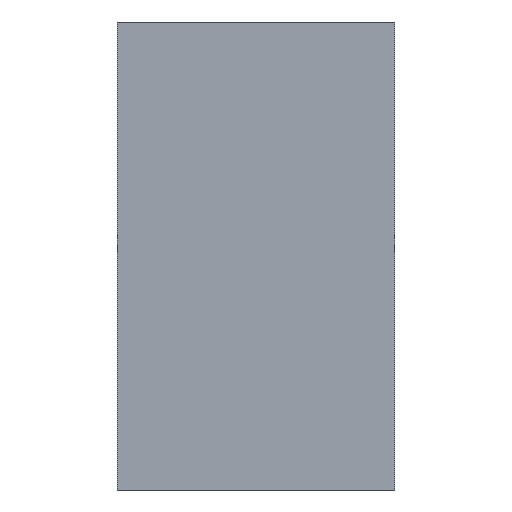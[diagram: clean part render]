
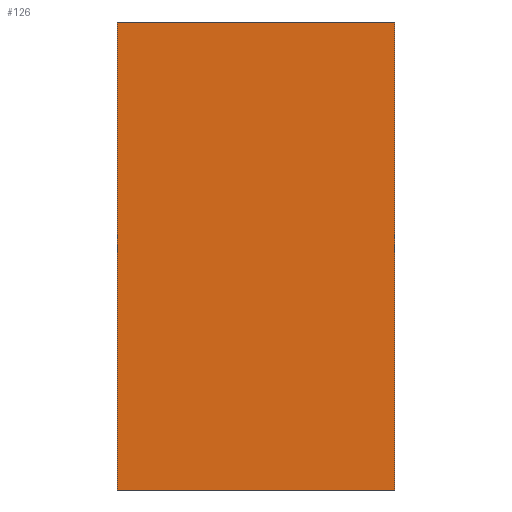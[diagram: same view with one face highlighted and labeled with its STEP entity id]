
A CAD part, left-side view. The second image highlights one B-rep face of the part: STEP entity #126.
In plain terms, the highlighted planar face has unit normal (-1, 0, 0).
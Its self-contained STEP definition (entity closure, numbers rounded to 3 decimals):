
#33 = DIRECTION ( 'NONE',  ( 0., 1., 0. ) ) ;
#34 = VECTOR ( 'NONE', #33, 1000. ) ;
#35 = CARTESIAN_POINT ( 'NONE',  ( -0.8, 0.48, 0.43 ) ) ;
#39 = LINE ( 'NONE', #35, #34 ) ;
#53 = CARTESIAN_POINT ( 'NONE',  ( -0.8, 0.48, -0.43 ) ) ;
#54 = CARTESIAN_POINT ( 'NONE',  ( -0.8, 0.48, 0.43 ) ) ;
#55 = DIRECTION ( 'NONE',  ( 0., 0., -1. ) ) ;
#56 = VECTOR ( 'NONE', #55, 1000. ) ;
#57 = CARTESIAN_POINT ( 'NONE',  ( -0.8, 0.48, 1.052 ) ) ;
#58 = LINE ( 'NONE', #57, #56 ) ;
#78 = EDGE_CURVE ( 'NONE', #79, #80, #58, .T. ) ;
#79 = VERTEX_POINT ( 'NONE', #54 ) ;
#80 = VERTEX_POINT ( 'NONE', #53 ) ;
#94 = EDGE_CURVE ( 'NONE', #222, #79, #39, .T. ) ;
#113 = ORIENTED_EDGE ( 'NONE', *, *, #124, .F. ) ;
#117 = ORIENTED_EDGE ( 'NONE', *, *, #94, .T. ) ;
#118 = ORIENTED_EDGE ( 'NONE', *, *, #78, .T. ) ;
#124 = EDGE_CURVE ( 'NONE', #225, #80, #286, .T. ) ;
#126 = ADVANCED_FACE ( 'NONE', ( #341 ), #340, .F. ) ;
#127 = EDGE_LOOP ( 'NONE', ( #128, #117, #118, #113 ) ) ;
#128 = ORIENTED_EDGE ( 'NONE', *, *, #224, .F. ) ;
#222 = VERTEX_POINT ( 'NONE', #351 ) ;
#224 = EDGE_CURVE ( 'NONE', #222, #225, #350, .T. ) ;
#225 = VERTEX_POINT ( 'NONE', #409 ) ;
#285 = CARTESIAN_POINT ( 'NONE',  ( -0.8, 0.48, -0.43 ) ) ;
#286 = LINE ( 'NONE', #285, #343 ) ;
#336 = DIRECTION ( 'NONE',  ( 0., 0., -1. ) ) ;
#337 = DIRECTION ( 'NONE',  ( 1., 0., 0. ) ) ;
#338 = AXIS2_PLACEMENT_3D ( 'NONE', #339, #337, #336 ) ;
#339 = CARTESIAN_POINT ( 'NONE',  ( -0.8, 0.45, -0.4 ) ) ;
#340 = PLANE ( 'NONE',  #338 ) ;
#341 = FACE_OUTER_BOUND ( 'NONE', #127, .T. ) ;
#342 = DIRECTION ( 'NONE',  ( 0., 1., 0. ) ) ;
#343 = VECTOR ( 'NONE', #342, 1000. ) ;
#350 = LINE ( 'NONE', #412, #411 ) ;
#351 = CARTESIAN_POINT ( 'NONE',  ( -0.8, -0.03, 0.43 ) ) ;
#409 = CARTESIAN_POINT ( 'NONE',  ( -0.8, -0.03, -0.43 ) ) ;
#410 = DIRECTION ( 'NONE',  ( 0., 0., -1. ) ) ;
#411 = VECTOR ( 'NONE', #410, 1000. ) ;
#412 = CARTESIAN_POINT ( 'NONE',  ( -0.8, -0.03, 1.052 ) ) ;
